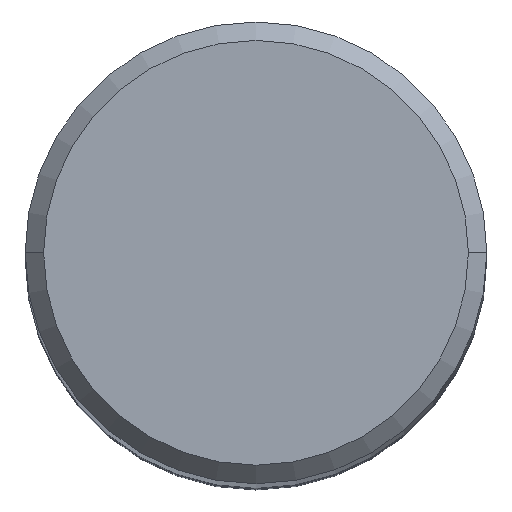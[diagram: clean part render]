
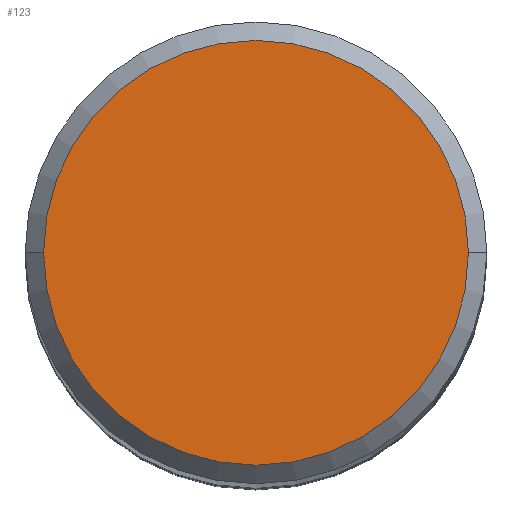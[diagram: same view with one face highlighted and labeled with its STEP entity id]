
A CAD part, top view. The second image highlights one B-rep face of the part: STEP entity #123.
In plain terms, the highlighted planar face has unit normal (0, 0, 1).
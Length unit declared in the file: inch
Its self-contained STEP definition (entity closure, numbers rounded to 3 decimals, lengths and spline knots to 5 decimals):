
#66 = CARTESIAN_POINT ( 'NONE',  ( 0., 0., 0. ) ) ;
#73 = EDGE_CURVE ( 'NONE', #342, #187, #643, .T. ) ;
#123 = ADVANCED_FACE ( 'NONE', ( #641 ), #587, .F. ) ;
#128 = AXIS2_PLACEMENT_3D ( 'NONE', #66, #320, #794 ) ;
#132 = DIRECTION ( 'NONE',  ( 1., 0., 0. ) ) ;
#135 = ORIENTED_EDGE ( 'NONE', *, *, #73, .T. ) ;
#180 = CARTESIAN_POINT ( 'NONE',  ( 0.23, 0., 0. ) ) ;
#187 = VERTEX_POINT ( 'NONE', #529 ) ;
#317 = DIRECTION ( 'NONE',  ( 0., 0., 1. ) ) ;
#320 = DIRECTION ( 'NONE',  ( 0., 0., 1. ) ) ;
#342 = VERTEX_POINT ( 'NONE', #180 ) ;
#390 = CIRCLE ( 'NONE', #128, 0.23 ) ;
#391 = EDGE_LOOP ( 'NONE', ( #565, #135 ) ) ;
#450 = AXIS2_PLACEMENT_3D ( 'NONE', #457, #770, #767 ) ;
#457 = CARTESIAN_POINT ( 'NONE',  ( 0., 0.23, 0. ) ) ;
#529 = CARTESIAN_POINT ( 'NONE',  ( -0.23, 0., 0. ) ) ;
#539 = EDGE_CURVE ( 'NONE', #187, #342, #390, .T. ) ;
#565 = ORIENTED_EDGE ( 'NONE', *, *, #539, .T. ) ;
#587 = PLANE ( 'NONE',  #450 ) ;
#595 = AXIS2_PLACEMENT_3D ( 'NONE', #691, #317, #132 ) ;
#641 = FACE_OUTER_BOUND ( 'NONE', #391, .T. ) ;
#643 = CIRCLE ( 'NONE', #595, 0.23 ) ;
#691 = CARTESIAN_POINT ( 'NONE',  ( 0., 0., 0. ) ) ;
#767 = DIRECTION ( 'NONE',  ( -1., 0., 0. ) ) ;
#770 = DIRECTION ( 'NONE',  ( 0., 0., -1. ) ) ;
#794 = DIRECTION ( 'NONE',  ( 1., 0., 0. ) ) ;
